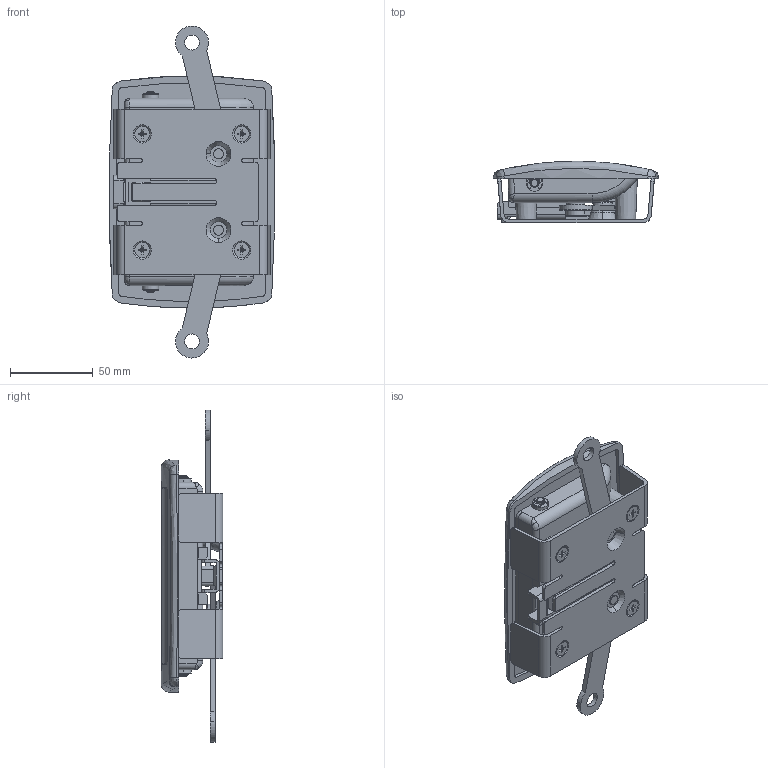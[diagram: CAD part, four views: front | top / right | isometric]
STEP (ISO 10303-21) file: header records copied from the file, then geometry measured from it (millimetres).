
FILE_DESCRIPTION (( 'STEP AP203' ), '1' );
FILE_NAME ('A-651-1.STEP', '2019-05-31T08:17:45', ( '' ), ( '' ), 'SwSTEP 2.0', 'SolidWorks 2014', '' );
FILE_SCHEMA (( 'CONFIG_CONTROL_DESIGN' ));
Length unit declared in the file: millimetre
Products named in the file (17): A-651-1ƒnƒ“ƒhƒ‹ŒÅ’è‹à‹ï_; A-651スペーサー_; A-651-1アームピン__アームガイドピン; 十字穴付なべねじ小M4（平W・SW付）_M4×8; A-651-1僴儞僪儖僺儞_; R200_公開用_R200-3; A-651-1アーム_; スプリングワッシャーM4_JIS B 1251 No.2 4; A-651本体_; 廫帤寠晅嶮偹偠M5_M5亊8; A-651-1; A-651アームガイド_; Φ4用E形止め輪; A-651-1アームピン__アーム固定ピン; 廫帤寠晅側傋彫偹偠M4_M4亊6; A-651ハンドル_; A-651-1シリンダーロックプレート_
Assembly tree (22 placements, depth 3):
  A-651-1
    A-651本体_
    A-651ハンドル_
    A-651-1僴儞僪儖僺儞_
    A-651アームガイド_
    A-651-1ƒnƒ“ƒhƒ‹ŒÅ’è‹à‹ï_
    A-651-1アーム_  x2
    A-651-1アームピン__アーム固定ピン  x2
    A-651-1アームピン__アームガイドピン
    廫帤寠晅嶮偹偠M5_M5亊8  x4
    A-651-1シリンダーロックプレート_
    R200_公開用_R200-3
    Φ4用E形止め輪  x2
    A-651スペーサー_
    十字穴付なべねじ小M4（平W・SW付）_M4×8
      スプリングワッシャーM4_JIS B 1251 No.2 4
      廫帤寠晅側傋彫偹偠M4_M4亊6
Bounding box: 99.95 x 36.99 x 200.2 mm (x, y, z)
Volume: 148962.7 mm3; surface area: 104054.9 mm2
Topology: 22 solids, 22 shells, 750 faces, 1889 edges, 1196 vertices
Faces by surface type: plane 341, cylinder 274, cone 86, torus 21, bspline 20, sphere 8
Entity records: 21561 total; most frequent: CARTESIAN_POINT 4782, DIRECTION 3208, ORIENTED_EDGE 3040, EDGE_CURVE 1520, AXIS2_PLACEMENT_3D 1187, VERTEX_POINT 975, LINE 834, VECTOR 834
